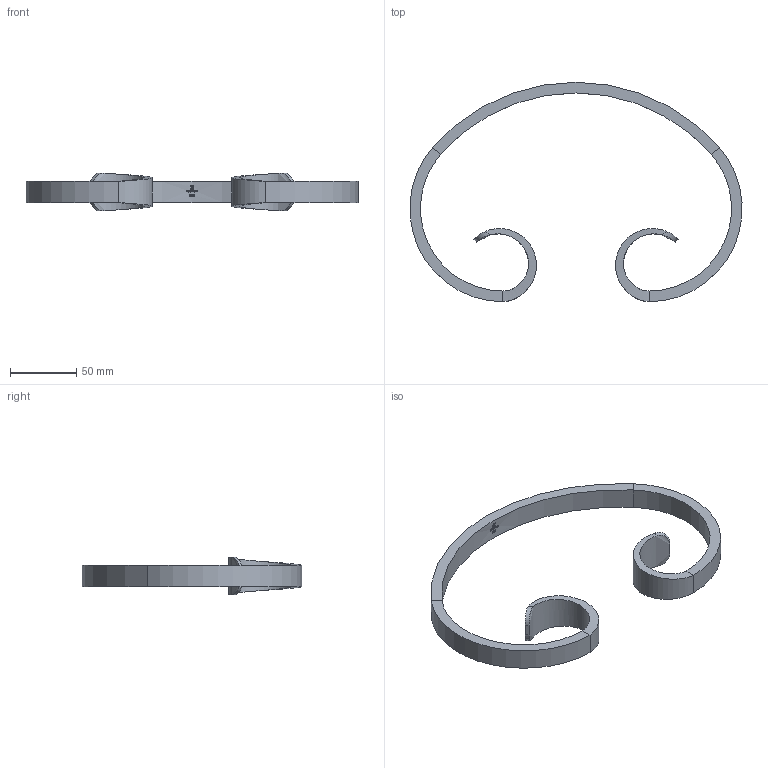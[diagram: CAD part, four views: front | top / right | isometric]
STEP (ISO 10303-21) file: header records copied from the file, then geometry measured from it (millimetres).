
FILE_DESCRIPTION (( 'STEP AP203' ), '1' );
FILE_NAME ('3083.step', '2022-10-07T10:11:38', ( '' ), ( '' ), 'SwSTEP 2.0', 'SolidWorks 2018', '' );
FILE_SCHEMA (( 'CONFIG_CONTROL_DESIGN' ));
Length unit declared in the file: millimetre
Products named in the file (1): 3083
Bounding box: 249.72 x 165 x 28.58 mm (x, y, z)
Volume: 91625.3 mm3; surface area: 36718.1 mm2
Topology: 1 solids, 1 shells, 249 faces, 668 edges, 440 vertices
Faces by surface type: bspline 134, plane 90, cylinder 25
Entity records: 12911 total; most frequent: CARTESIAN_POINT 7458, ORIENTED_EDGE 1336, DIRECTION 718, EDGE_CURVE 668, VERTEX_POINT 440, VECTOR 310, LINE 310, EDGE_LOOP 268
